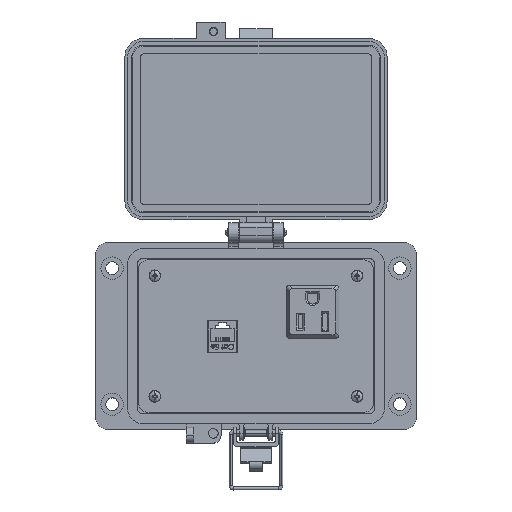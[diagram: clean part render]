
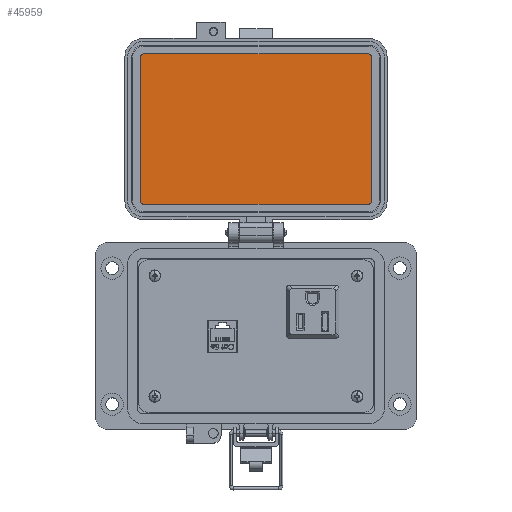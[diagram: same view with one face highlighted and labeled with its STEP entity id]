
A CAD part, top view. The second image highlights one B-rep face of the part: STEP entity #45959.
In plain terms, the highlighted planar face has unit normal (0, 0, 1).
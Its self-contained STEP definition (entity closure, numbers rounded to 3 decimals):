
#1759 = AXIS2_PLACEMENT_3D ( 'NONE', #29170, #2740, #33581 ) ;
#2740 = DIRECTION ( 'NONE',  ( 0., 0., -1. ) ) ;
#2921 = DIRECTION ( 'NONE',  ( 1., 0., 0. ) ) ;
#4200 = CARTESIAN_POINT ( 'NONE',  ( -30.745, 145.119, 8.694 ) ) ;
#5091 = AXIS2_PLACEMENT_3D ( 'NONE', #10026, #40835, #14445 ) ;
#6425 = DIRECTION ( 'NONE',  ( 0., -1., 0. ) ) ;
#6672 = ORIENTED_EDGE ( 'NONE', *, *, #22638, .F. ) ;
#7408 = CARTESIAN_POINT ( 'NONE',  ( 57.717, 145.119, 8.694 ) ) ;
#7429 = EDGE_CURVE ( 'NONE', #46126, #17471, #41445, .T. ) ;
#8019 = ORIENTED_EDGE ( 'NONE', *, *, #20646, .F. ) ;
#8438 = AXIS2_PLACEMENT_3D ( 'NONE', #14356, #45147, #18794 ) ;
#8650 = DIRECTION ( 'NONE',  ( 0., -1., 0. ) ) ;
#10026 = CARTESIAN_POINT ( 'NONE',  ( 57.717, 143.334, 8.694 ) ) ;
#10298 = CARTESIAN_POINT ( 'NONE',  ( -57.72, 67.765, 8.694 ) ) ;
#11687 = EDGE_CURVE ( 'NONE', #17471, #55508, #53945, .T. ) ;
#14004 = CARTESIAN_POINT ( 'NONE',  ( 59.502, 69.55, 8.694 ) ) ;
#14356 = CARTESIAN_POINT ( 'NONE',  ( -57.72, 143.334, 8.694 ) ) ;
#14445 = DIRECTION ( 'NONE',  ( 0., -1., 0. ) ) ;
#16156 = EDGE_LOOP ( 'NONE', ( #56606, #42796, #6672, #21329, #23342, #23876, #44538, #8019 ) ) ;
#17471 = VERTEX_POINT ( 'NONE', #34992 ) ;
#18794 = DIRECTION ( 'NONE',  ( 0., -1., 0. ) ) ;
#18885 = VECTOR ( 'NONE', #49934, 1000. ) ;
#20646 = EDGE_CURVE ( 'NONE', #40482, #50299, #26181, .T. ) ;
#21329 = ORIENTED_EDGE ( 'NONE', *, *, #11687, .F. ) ;
#21390 = CARTESIAN_POINT ( 'NONE',  ( 57.717, 145.119, 8.694 ) ) ;
#21420 = CIRCLE ( 'NONE', #34650, 1.785 ) ;
#21570 = CARTESIAN_POINT ( 'NONE',  ( -57.72, 69.55, 8.694 ) ) ;
#21831 = EDGE_CURVE ( 'NONE', #28066, #40482, #44589, .T. ) ;
#21922 = CARTESIAN_POINT ( 'NONE',  ( 59.502, 143.334, 8.694 ) ) ;
#22638 = EDGE_CURVE ( 'NONE', #55508, #51257, #21420, .T. ) ;
#23342 = ORIENTED_EDGE ( 'NONE', *, *, #7429, .F. ) ;
#23876 = ORIENTED_EDGE ( 'NONE', *, *, #53556, .F. ) ;
#26031 = DIRECTION ( 'NONE',  ( 0., -1., 0. ) ) ;
#26181 = LINE ( 'NONE', #7408, #48221 ) ;
#27236 = AXIS2_PLACEMENT_3D ( 'NONE', #4200, #35009, #8650 ) ;
#27863 = CARTESIAN_POINT ( 'NONE',  ( -57.72, 145.119, 8.694 ) ) ;
#28066 = VERTEX_POINT ( 'NONE', #29258 ) ;
#29170 = CARTESIAN_POINT ( 'NONE',  ( 57.717, 69.55, 8.694 ) ) ;
#29258 = CARTESIAN_POINT ( 'NONE',  ( -59.505, 143.334, 8.694 ) ) ;
#29798 = CARTESIAN_POINT ( 'NONE',  ( -57.72, 67.765, 8.694 ) ) ;
#32657 = CIRCLE ( 'NONE', #5091, 1.785 ) ;
#33581 = DIRECTION ( 'NONE',  ( 0., -1., 0. ) ) ;
#34650 = AXIS2_PLACEMENT_3D ( 'NONE', #21570, #52359, #26031 ) ;
#34992 = CARTESIAN_POINT ( 'NONE',  ( 57.717, 67.765, 8.694 ) ) ;
#35009 = DIRECTION ( 'NONE',  ( 0., 0., 1. ) ) ;
#36599 = EDGE_CURVE ( 'NONE', #51257, #28066, #50584, .T. ) ;
#36755 = EDGE_CURVE ( 'NONE', #50299, #45534, #32657, .T. ) ;
#37866 = CARTESIAN_POINT ( 'NONE',  ( -59.505, 69.55, 8.694 ) ) ;
#39481 = DIRECTION ( 'NONE',  ( 0., 1., 0. ) ) ;
#40482 = VERTEX_POINT ( 'NONE', #27863 ) ;
#40835 = DIRECTION ( 'NONE',  ( 0., 0., -1. ) ) ;
#41445 = CIRCLE ( 'NONE', #1759, 1.785 ) ;
#42796 = ORIENTED_EDGE ( 'NONE', *, *, #36599, .F. ) ;
#43656 = PLANE ( 'NONE',  #27236 ) ;
#44538 = ORIENTED_EDGE ( 'NONE', *, *, #36755, .F. ) ;
#44589 = CIRCLE ( 'NONE', #8438, 1.785 ) ;
#45147 = DIRECTION ( 'NONE',  ( 0., 0., -1. ) ) ;
#45534 = VERTEX_POINT ( 'NONE', #21922 ) ;
#45959 = ADVANCED_FACE ( 'NONE', ( #53177 ), #43656, .T. ) ;
#46126 = VERTEX_POINT ( 'NONE', #14004 ) ;
#46681 = LINE ( 'NONE', #50669, #56901 ) ;
#48221 = VECTOR ( 'NONE', #2921, 1000. ) ;
#49227 = VECTOR ( 'NONE', #39481, 1000. ) ;
#49934 = DIRECTION ( 'NONE',  ( -1., 0., 0. ) ) ;
#50299 = VERTEX_POINT ( 'NONE', #21390 ) ;
#50584 = LINE ( 'NONE', #52530, #49227 ) ;
#50669 = CARTESIAN_POINT ( 'NONE',  ( 59.502, 69.55, 8.694 ) ) ;
#51257 = VERTEX_POINT ( 'NONE', #37866 ) ;
#52359 = DIRECTION ( 'NONE',  ( 0., 0., -1. ) ) ;
#52530 = CARTESIAN_POINT ( 'NONE',  ( -59.505, 143.334, 8.694 ) ) ;
#53177 = FACE_OUTER_BOUND ( 'NONE', #16156, .T. ) ;
#53556 = EDGE_CURVE ( 'NONE', #45534, #46126, #46681, .T. ) ;
#53945 = LINE ( 'NONE', #10298, #18885 ) ;
#55508 = VERTEX_POINT ( 'NONE', #29798 ) ;
#56606 = ORIENTED_EDGE ( 'NONE', *, *, #21831, .F. ) ;
#56901 = VECTOR ( 'NONE', #6425, 1000. ) ;
